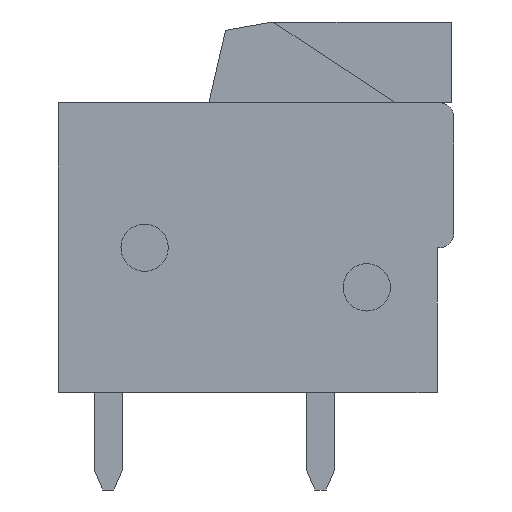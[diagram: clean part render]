
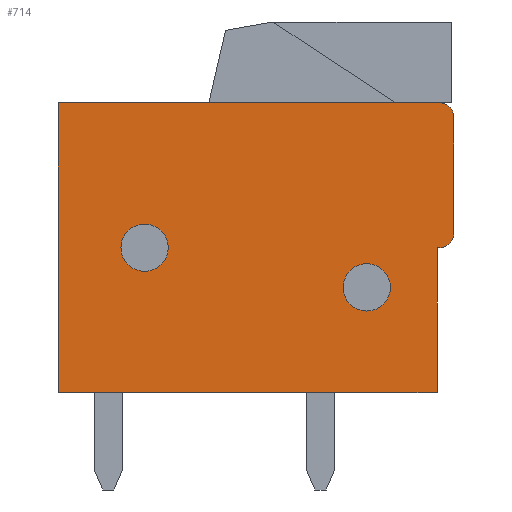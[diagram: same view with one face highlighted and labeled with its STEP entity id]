
A CAD part, left-side view. The second image highlights one B-rep face of the part: STEP entity #714.
In plain terms, the highlighted planar face has unit normal (-1, 0, 0).
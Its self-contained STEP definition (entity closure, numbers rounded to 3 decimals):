
#714 = ADVANCED_FACE( '', ( #1363, #1364, #1365 ), #1366, .T. );
#1363 = FACE_BOUND( '', #2001, .T. );
#1364 = FACE_OUTER_BOUND( '', #2002, .T. );
#1365 = FACE_BOUND( '', #2003, .T. );
#1366 = PLANE( '', #2004 );
#2001 = EDGE_LOOP( '', ( #3542 ) );
#2002 = EDGE_LOOP( '', ( #3543, #3544, #3545, #3546, #3547, #3548, #3549, #3550 ) );
#2003 = EDGE_LOOP( '', ( #3551 ) );
#2004 = AXIS2_PLACEMENT_3D( '', #3552, #3553, #3554 );
#3542 = ORIENTED_EDGE( '', *, *, #4585, .T. );
#3543 = ORIENTED_EDGE( '', *, *, #4300, .T. );
#3544 = ORIENTED_EDGE( '', *, *, #4586, .T. );
#3545 = ORIENTED_EDGE( '', *, *, #4382, .T. );
#3546 = ORIENTED_EDGE( '', *, *, #3975, .T. );
#3547 = ORIENTED_EDGE( '', *, *, #4314, .T. );
#3548 = ORIENTED_EDGE( '', *, *, #4554, .T. );
#3549 = ORIENTED_EDGE( '', *, *, #4564, .T. );
#3550 = ORIENTED_EDGE( '', *, *, #4551, .T. );
#3551 = ORIENTED_EDGE( '', *, *, #4102, .T. );
#3552 = CARTESIAN_POINT( '', ( -2.5, 0., 0. ) );
#3553 = DIRECTION( '', ( -1., 0., 0. ) );
#3554 = DIRECTION( '', ( 0., 0., 1. ) );
#3975 = EDGE_CURVE( '', #4696, #4694, #4697, .T. );
#4102 = EDGE_CURVE( '', #4922, #4922, #4923, .T. );
#4300 = EDGE_CURVE( '', #5245, #5243, #5246, .T. );
#4314 = EDGE_CURVE( '', #4694, #5268, #5269, .T. );
#4382 = EDGE_CURVE( '', #5369, #4696, #5370, .T. );
#4551 = EDGE_CURVE( '', #5584, #5245, #5585, .T. );
#4554 = EDGE_CURVE( '', #5268, #5588, #5589, .T. );
#4564 = EDGE_CURVE( '', #5588, #5584, #5599, .T. );
#4585 = EDGE_CURVE( '', #5621, #5621, #5622, .T. );
#4586 = EDGE_CURVE( '', #5243, #5369, #5623, .T. );
#4694 = VERTEX_POINT( '', #5747 );
#4696 = VERTEX_POINT( '', #5750 );
#4697 = CIRCLE( '', #5751, 0.5 );
#4922 = VERTEX_POINT( '', #6068 );
#4923 = CIRCLE( '', #6069, 0.85 );
#5243 = VERTEX_POINT( '', #6522 );
#5245 = VERTEX_POINT( '', #6525 );
#5246 = LINE( '', #6526, #6527 );
#5268 = VERTEX_POINT( '', #6558 );
#5269 = LINE( '', #6559, #6560 );
#5369 = VERTEX_POINT( '', #6704 );
#5370 = LINE( '', #6705, #6706 );
#5584 = VERTEX_POINT( '', #7021 );
#5585 = LINE( '', #7022, #7023 );
#5588 = VERTEX_POINT( '', #7027 );
#5589 = LINE( '', #7028, #7029 );
#5599 = LINE( '', #7044, #7045 );
#5621 = VERTEX_POINT( '', #7079 );
#5622 = CIRCLE( '', #7080, 0.85 );
#5623 = CIRCLE( '', #7081, 0.5 );
#5747 = CARTESIAN_POINT( '', ( -2.5, -6.6, 5.2 ) );
#5750 = CARTESIAN_POINT( '', ( -2.5, -7.1, 4.7 ) );
#5751 = AXIS2_PLACEMENT_3D( '', #7192, #7193, #7194 );
#6068 = CARTESIAN_POINT( '', ( -2.5, -4.825, -1.425 ) );
#6069 = AXIS2_PLACEMENT_3D( '', #7326, #7327, #7328 );
#6522 = CARTESIAN_POINT( '', ( -2.5, -6.6, 0. ) );
#6525 = CARTESIAN_POINT( '', ( -2.5, -6.5, 0. ) );
#6526 = CARTESIAN_POINT( '', ( -2.5, -6.5, 0. ) );
#6527 = VECTOR( '', #7538, 1000. );
#6558 = CARTESIAN_POINT( '', ( -2.5, 7.1, 5.2 ) );
#6559 = CARTESIAN_POINT( '', ( -2.5, -7.1, 5.2 ) );
#6560 = VECTOR( '', #7551, 1000. );
#6704 = CARTESIAN_POINT( '', ( -2.5, -7.1, 0.5 ) );
#6705 = CARTESIAN_POINT( '', ( -2.5, -7.1, 0. ) );
#6706 = VECTOR( '', #7611, 1000. );
#7021 = CARTESIAN_POINT( '', ( -2.5, -6.5, -5.2 ) );
#7022 = CARTESIAN_POINT( '', ( -2.5, -6.5, -5.2 ) );
#7023 = VECTOR( '', #7761, 1000. );
#7027 = CARTESIAN_POINT( '', ( -2.5, 7.1, -5.2 ) );
#7028 = CARTESIAN_POINT( '', ( -2.5, 7.1, 5.2 ) );
#7029 = VECTOR( '', #7763, 1000. );
#7044 = CARTESIAN_POINT( '', ( -2.5, 7.1, -5.2 ) );
#7045 = VECTOR( '', #7769, 1000. );
#7079 = CARTESIAN_POINT( '', ( -2.5, 3.15, 0. ) );
#7080 = AXIS2_PLACEMENT_3D( '', #7782, #7783, #7784 );
#7081 = AXIS2_PLACEMENT_3D( '', #7785, #7786, #7787 );
#7192 = CARTESIAN_POINT( '', ( -2.5, -6.6, 4.7 ) );
#7193 = DIRECTION( '', ( -1., 0., 0. ) );
#7194 = DIRECTION( '', ( 0., 0., 1. ) );
#7326 = CARTESIAN_POINT( '', ( -2.5, -3.975, -1.425 ) );
#7327 = DIRECTION( '', ( 1., 0., 0. ) );
#7328 = DIRECTION( '', ( 0., -1., 0. ) );
#7538 = DIRECTION( '', ( 0., -1., 0. ) );
#7551 = DIRECTION( '', ( 0., 1., 0. ) );
#7611 = DIRECTION( '', ( 0., 0., 1. ) );
#7761 = DIRECTION( '', ( 0., 0., 1. ) );
#7763 = DIRECTION( '', ( 0., 0., -1. ) );
#7769 = DIRECTION( '', ( 0., -1., 0. ) );
#7782 = CARTESIAN_POINT( '', ( -2.5, 4., 0. ) );
#7783 = DIRECTION( '', ( 1., 0., 0. ) );
#7784 = DIRECTION( '', ( 0., -1., 0. ) );
#7785 = CARTESIAN_POINT( '', ( -2.5, -6.6, 0.5 ) );
#7786 = DIRECTION( '', ( -1., 0., 0. ) );
#7787 = DIRECTION( '', ( 0., 0., 1. ) );
